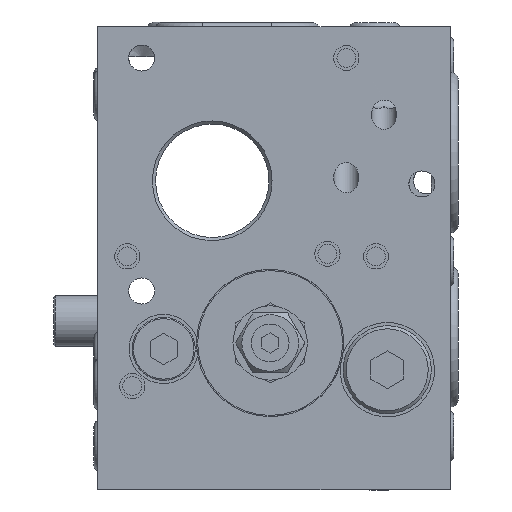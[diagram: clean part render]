
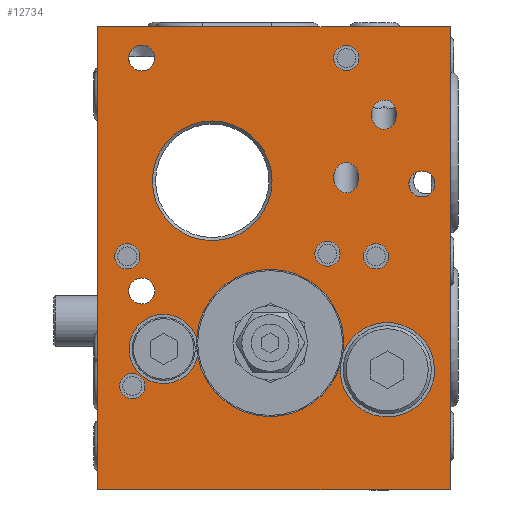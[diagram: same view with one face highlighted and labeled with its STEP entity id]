
A CAD part, front view. The second image highlights one B-rep face of the part: STEP entity #12734.
In plain terms, the highlighted planar face has unit normal (0, -1, 0).
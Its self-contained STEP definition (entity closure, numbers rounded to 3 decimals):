
#420=ELLIPSE('',#14303,2.333,2.);
#421=ELLIPSE('',#14304,2.412,2.);
#553=CIRCLE('',#14214,2.);
#618=CIRCLE('',#14297,11.7);
#619=CIRCLE('',#14298,7.5);
#620=CIRCLE('',#14299,11.7);
#621=CIRCLE('',#14300,5.5);
#622=CIRCLE('',#14301,9.5);
#623=CIRCLE('',#14302,2.);
#624=CIRCLE('',#14305,2.);
#625=CIRCLE('',#14306,2.);
#626=CIRCLE('',#14307,2.);
#627=CIRCLE('',#14308,2.067);
#628=CIRCLE('',#14309,2.067);
#629=CIRCLE('',#14310,2.067);
#2229=ORIENTED_EDGE('',*,*,#4946,.T.);
#2230=ORIENTED_EDGE('',*,*,#4947,.T.);
#2231=ORIENTED_EDGE('',*,*,#4948,.T.);
#2232=ORIENTED_EDGE('',*,*,#4949,.T.);
#2233=ORIENTED_EDGE('',*,*,#4950,.T.);
#2234=ORIENTED_EDGE('',*,*,#4951,.F.);
#2235=ORIENTED_EDGE('',*,*,#4952,.F.);
#2236=ORIENTED_EDGE('',*,*,#4953,.F.);
#2237=ORIENTED_EDGE('',*,*,#4954,.T.);
#2238=ORIENTED_EDGE('',*,*,#4955,.T.);
#2239=ORIENTED_EDGE('',*,*,#4956,.T.);
#2240=ORIENTED_EDGE('',*,*,#4843,.T.);
#2241=ORIENTED_EDGE('',*,*,#4957,.T.);
#2242=ORIENTED_EDGE('',*,*,#4958,.T.);
#2243=ORIENTED_EDGE('',*,*,#4959,.T.);
#2244=ORIENTED_EDGE('',*,*,#4897,.T.);
#2245=ORIENTED_EDGE('',*,*,#4907,.T.);
#2246=ORIENTED_EDGE('',*,*,#4925,.T.);
#2247=ORIENTED_EDGE('',*,*,#4945,.T.);
#4843=EDGE_CURVE('',#6212,#6212,#553,.T.);
#4897=EDGE_CURVE('',#6263,#6262,#7444,.T.);
#4907=EDGE_CURVE('',#6262,#6271,#7448,.T.);
#4925=EDGE_CURVE('',#6271,#6288,#7451,.T.);
#4945=EDGE_CURVE('',#6288,#6263,#7457,.T.);
#4946=EDGE_CURVE('',#6307,#6308,#618,.T.);
#4947=EDGE_CURVE('',#6308,#6309,#619,.T.);
#4948=EDGE_CURVE('',#6309,#6310,#620,.T.);
#4949=EDGE_CURVE('',#6310,#6307,#621,.T.);
#4950=EDGE_CURVE('',#6311,#6311,#622,.F.);
#4951=EDGE_CURVE('',#6312,#6312,#623,.T.);
#4952=EDGE_CURVE('',#6313,#6313,#420,.T.);
#4953=EDGE_CURVE('',#6314,#6314,#421,.T.);
#4954=EDGE_CURVE('',#6315,#6315,#624,.T.);
#4955=EDGE_CURVE('',#6316,#6316,#625,.T.);
#4956=EDGE_CURVE('',#6317,#6317,#626,.T.);
#4957=EDGE_CURVE('',#6318,#6318,#627,.T.);
#4958=EDGE_CURVE('',#6319,#6319,#628,.T.);
#4959=EDGE_CURVE('',#6320,#6320,#629,.T.);
#6212=VERTEX_POINT('',#21162);
#6262=VERTEX_POINT('',#21283);
#6263=VERTEX_POINT('',#21285);
#6271=VERTEX_POINT('',#21303);
#6288=VERTEX_POINT('',#21339);
#6307=VERTEX_POINT('',#21382);
#6308=VERTEX_POINT('',#21383);
#6309=VERTEX_POINT('',#21385);
#6310=VERTEX_POINT('',#21387);
#6311=VERTEX_POINT('',#21390);
#6312=VERTEX_POINT('',#21392);
#6313=VERTEX_POINT('',#21394);
#6314=VERTEX_POINT('',#21396);
#6315=VERTEX_POINT('',#21398);
#6316=VERTEX_POINT('',#21400);
#6317=VERTEX_POINT('',#21402);
#6318=VERTEX_POINT('',#21404);
#6319=VERTEX_POINT('',#21406);
#6320=VERTEX_POINT('',#21408);
#7444=LINE('',#21284,#7749);
#7448=LINE('',#21304,#7753);
#7451=LINE('',#21340,#7756);
#7457=LINE('',#21379,#7762);
#7749=VECTOR('',#16584,1000.);
#7753=VECTOR('',#16602,1000.);
#7756=VECTOR('',#16637,1000.);
#7762=VECTOR('',#16673,1000.);
#8117=EDGE_LOOP('',(#2229,#2230,#2231,#2232));
#8118=EDGE_LOOP('',(#2233));
#8119=EDGE_LOOP('',(#2234));
#8120=EDGE_LOOP('',(#2235));
#8121=EDGE_LOOP('',(#2236));
#8122=EDGE_LOOP('',(#2237));
#8123=EDGE_LOOP('',(#2238));
#8124=EDGE_LOOP('',(#2239));
#8125=EDGE_LOOP('',(#2240));
#8126=EDGE_LOOP('',(#2241));
#8127=EDGE_LOOP('',(#2242));
#8128=EDGE_LOOP('',(#2243));
#8129=EDGE_LOOP('',(#2244,#2245,#2246,#2247));
#10199=FACE_BOUND('',#8117,.T.);
#10200=FACE_BOUND('',#8118,.T.);
#10201=FACE_BOUND('',#8119,.T.);
#10202=FACE_BOUND('',#8120,.T.);
#10203=FACE_BOUND('',#8121,.T.);
#10204=FACE_BOUND('',#8122,.T.);
#10205=FACE_BOUND('',#8123,.T.);
#10206=FACE_BOUND('',#8124,.T.);
#10207=FACE_BOUND('',#8125,.T.);
#10208=FACE_BOUND('',#8126,.T.);
#10209=FACE_BOUND('',#8127,.T.);
#10210=FACE_BOUND('',#8128,.T.);
#10211=FACE_BOUND('',#8129,.T.);
#12189=PLANE('',#14296);
#12734=ADVANCED_FACE('',(#10199,#10200,#10201,#10202,#10203,#10204,#10205,
#10206,#10207,#10208,#10209,#10210,#10211),#12189,.T.);
#14214=AXIS2_PLACEMENT_3D('',#21161,#16473,#16474);
#14296=AXIS2_PLACEMENT_3D('',#21380,#16674,#16675);
#14297=AXIS2_PLACEMENT_3D('',#21381,#16676,#16677);
#14298=AXIS2_PLACEMENT_3D('',#21384,#16678,#16679);
#14299=AXIS2_PLACEMENT_3D('',#21386,#16680,#16681);
#14300=AXIS2_PLACEMENT_3D('',#21388,#16682,#16683);
#14301=AXIS2_PLACEMENT_3D('',#21389,#16684,#16685);
#14302=AXIS2_PLACEMENT_3D('',#21391,#16686,#16687);
#14303=AXIS2_PLACEMENT_3D('',#21393,#16688,#16689);
#14304=AXIS2_PLACEMENT_3D('',#21395,#16690,#16691);
#14305=AXIS2_PLACEMENT_3D('',#21397,#16692,#16693);
#14306=AXIS2_PLACEMENT_3D('',#21399,#16694,#16695);
#14307=AXIS2_PLACEMENT_3D('',#21401,#16696,#16697);
#14308=AXIS2_PLACEMENT_3D('',#21403,#16698,#16699);
#14309=AXIS2_PLACEMENT_3D('',#21405,#16700,#16701);
#14310=AXIS2_PLACEMENT_3D('',#21407,#16702,#16703);
#16473=DIRECTION('',(0.,1.,0.));
#16474=DIRECTION('',(0.,0.,-1.));
#16584=DIRECTION('',(0.,0.,-1.));
#16602=DIRECTION('',(1.,0.,0.));
#16637=DIRECTION('',(0.,0.,1.));
#16673=DIRECTION('',(-1.,0.,0.));
#16674=DIRECTION('',(0.,-1.,0.));
#16675=DIRECTION('',(0.,0.,-1.));
#16676=DIRECTION('',(0.,1.,0.));
#16677=DIRECTION('',(0.,0.,-1.));
#16678=DIRECTION('',(0.,1.,0.));
#16679=DIRECTION('',(0.,0.,-1.));
#16680=DIRECTION('',(0.,1.,0.));
#16681=DIRECTION('',(0.,0.,-1.));
#16682=DIRECTION('',(0.,1.,0.));
#16683=DIRECTION('',(0.,0.,-1.));
#16684=DIRECTION('',(0.,-1.,0.));
#16685=DIRECTION('',(0.,0.,-1.));
#16686=DIRECTION('',(0.,-1.,0.));
#16687=DIRECTION('',(0.,0.,-1.));
#16688=DIRECTION('',(0.,-1.,0.));
#16689=DIRECTION('',(0.,0.,1.));
#16690=DIRECTION('',(0.,-1.,0.));
#16691=DIRECTION('',(0.,0.,1.));
#16692=DIRECTION('',(0.,1.,0.));
#16693=DIRECTION('',(0.,0.,-1.));
#16694=DIRECTION('',(0.,1.,0.));
#16695=DIRECTION('',(0.,0.,-1.));
#16696=DIRECTION('',(0.,1.,0.));
#16697=DIRECTION('',(0.,0.,-1.));
#16698=DIRECTION('',(0.,1.,0.));
#16699=DIRECTION('',(0.,0.,-1.));
#16700=DIRECTION('',(0.,1.,0.));
#16701=DIRECTION('',(0.,0.,-1.));
#16702=DIRECTION('',(0.,1.,0.));
#16703=DIRECTION('',(0.,0.,-1.));
#21161=CARTESIAN_POINT('',(-23.3,-68.,0.3));
#21162=CARTESIAN_POINT('',(-23.3,-68.,-1.7));
#21283=CARTESIAN_POINT('',(-28.,-68.,-36.8));
#21284=CARTESIAN_POINT('',(-28.,-68.,36.8));
#21285=CARTESIAN_POINT('',(-28.,-68.,36.8));
#21303=CARTESIAN_POINT('',(28.,-68.,-36.8));
#21304=CARTESIAN_POINT('',(-28.,-68.,-36.8));
#21339=CARTESIAN_POINT('',(28.,-68.,36.8));
#21340=CARTESIAN_POINT('',(28.,-68.,-36.8));
#21379=CARTESIAN_POINT('',(28.,-68.,36.8));
#21380=CARTESIAN_POINT('',(0.,-68.,0.));
#21381=CARTESIAN_POINT('',(-0.6,-68.,-13.45));
#21382=CARTESIAN_POINT('',(-12.275,-68.,-12.683));
#21383=CARTESIAN_POINT('',(10.994,-68.,-15.024));
#21384=CARTESIAN_POINT('',(18.,-68.,-17.7));
#21385=CARTESIAN_POINT('',(10.527,-68.,-17.067));
#21386=CARTESIAN_POINT('',(-0.6,-68.,-13.45));
#21387=CARTESIAN_POINT('',(-12.115,-68.,-15.52));
#21388=CARTESIAN_POINT('',(-17.5,-68.,-14.4));
#21389=CARTESIAN_POINT('',(-9.8,-68.,12.3));
#21390=CARTESIAN_POINT('',(-9.8,-68.,2.8));
#21391=CARTESIAN_POINT('',(16.2,-68.,0.3));
#21392=CARTESIAN_POINT('',(16.2,-68.,-1.7));
#21393=CARTESIAN_POINT('',(17.5,-68.,22.8));
#21394=CARTESIAN_POINT('',(17.5,-68.,25.133));
#21395=CARTESIAN_POINT('',(11.5,-68.,12.8));
#21396=CARTESIAN_POINT('',(11.5,-68.,15.212));
#21397=CARTESIAN_POINT('',(-22.5,-68.,-20.3));
#21398=CARTESIAN_POINT('',(-22.5,-68.,-22.3));
#21399=CARTESIAN_POINT('',(8.5,-68.,0.7));
#21400=CARTESIAN_POINT('',(8.5,-68.,-1.3));
#21401=CARTESIAN_POINT('',(11.5,-68.,31.8));
#21402=CARTESIAN_POINT('',(11.5,-68.,29.8));
#21403=CARTESIAN_POINT('',(-21.,-68.,-5.2));
#21404=CARTESIAN_POINT('',(-21.,-68.,-7.267));
#21405=CARTESIAN_POINT('',(23.5,-68.,11.8));
#21406=CARTESIAN_POINT('',(23.5,-68.,9.733));
#21407=CARTESIAN_POINT('',(-21.,-68.,31.8));
#21408=CARTESIAN_POINT('',(-21.,-68.,29.733));
